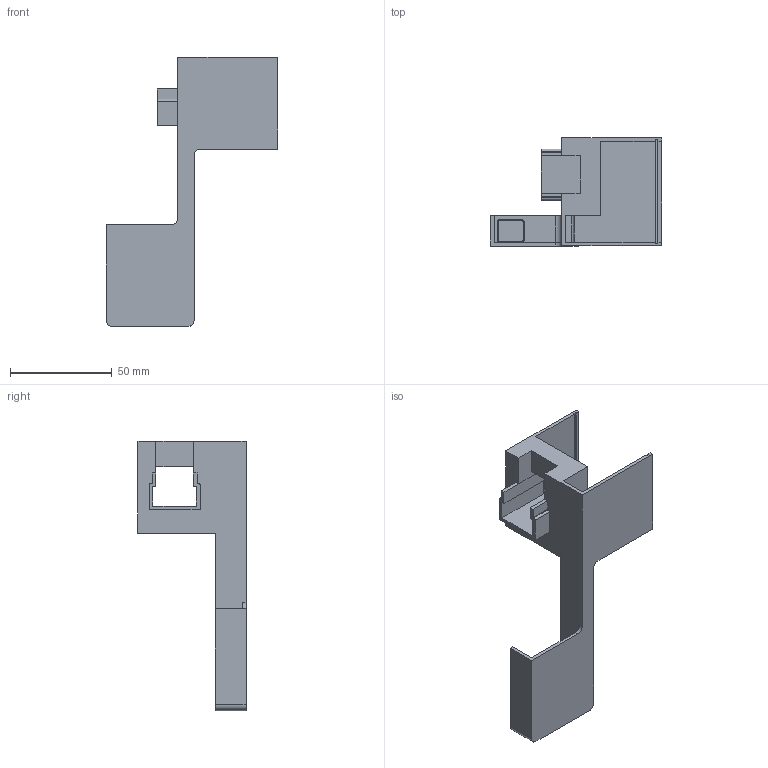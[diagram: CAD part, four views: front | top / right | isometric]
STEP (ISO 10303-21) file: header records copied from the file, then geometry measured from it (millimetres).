
FILE_DESCRIPTION(('CATIA V5 STEP Exchange','CAx-IF Rec.Pracs.--- Model Styling and Organization---1.5--- 2016-08-15','CAx-IF Rec.Pracs.---Supplemental Geometry---1.0---2011-11-01','CAx-IF Rec.Pracs.--- Composite Materials ---3.4---2017-06-13','CAx-IF Rec.Pracs.---Tessellated 3D Geometry---1.0---2015-12-17'),'2;1');
FILE_NAME('Cover - Window mount.stp','2021-03-23T12:25:03+00:00',('none'),('none'),'CATIA Version 5-6 Release 2020 SP3','CATIA V5 STEP AP242 v2','none');
FILE_SCHEMA(('AP242_MANAGED_MODEL_BASED_3D_ENGINEERING_MIM_LF {1 0 10303 442 1 1 4}'));
Length unit declared in the file: millimetre
Products named in the file (1): Zaluzie_leva
Bounding box: 84 x 53 x 132 mm (x, y, z)
Volume: 47121.5 mm3; surface area: 33386.5 mm2
Topology: 1 solids, 1 shells, 95 faces, 279 edges, 181 vertices
Faces by surface type: plane 69, cylinder 18, cone 8
Entity records: 3081 total; most frequent: ORIENTED_EDGE 558, CARTESIAN_POINT 555, DIRECTION 445, EDGE_CURVE 279, VECTOR 235, LINE 235, VERTEX_POINT 181, AXIS2_PLACEMENT_3D 127
